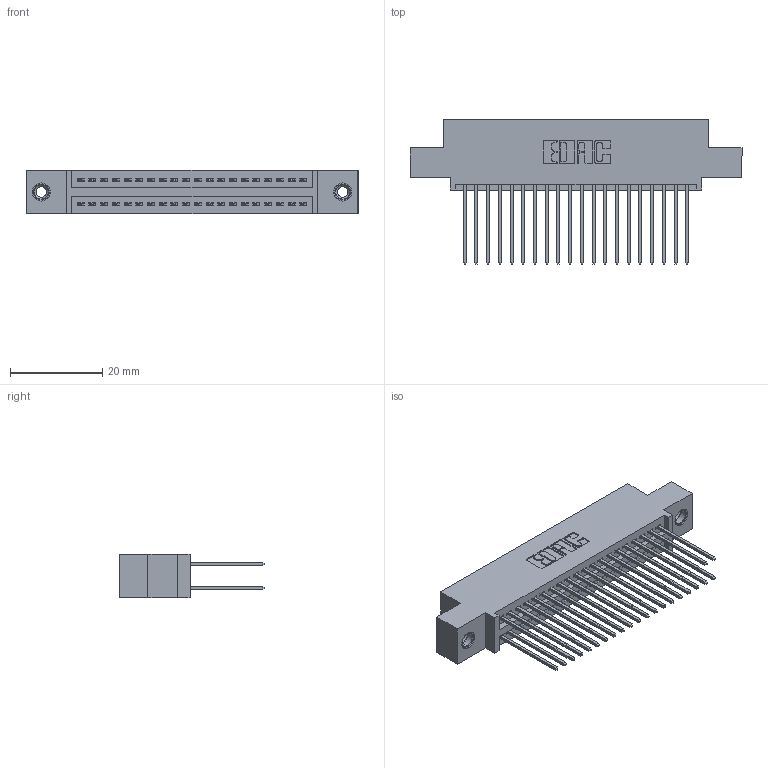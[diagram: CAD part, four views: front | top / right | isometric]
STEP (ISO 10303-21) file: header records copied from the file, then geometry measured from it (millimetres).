
FILE_DESCRIPTION (( 'STEP AP203' ), '1' );
FILE_NAME ('395-040-542-508.STEP', '2018-11-14T20:06:51', ( '' ), ( '' ), 'SwSTEP 2.0', 'SolidWorks 2016', '' );
FILE_SCHEMA (( 'CONFIG_CONTROL_DESIGN' ));
Length unit declared in the file: inch
Products named in the file (4): 395-040-542-508; 345-292-001_345-293-142; 345-250-001_345-250-003-102; 345 Part_0.110 Offset - 0.156 Dia-TI
Assembly tree (43 placements, depth 2):
  395-040-542-508
    345 Part_0.110 Offset - 0.156 Dia-TI
    345-292-001_345-293-142  x40
    345-250-001_345-250-003-102  x2
Bounding box: 72.01 x 31.29 x 9.4 mm (x, y, z)
Volume: 6897.4 mm3; surface area: 10747.1 mm2
Topology: 43 solids, 43 shells, 2190 faces, 6449 edges, 4238 vertices
Faces by surface type: plane 1436, cylinder 738, cone 12, torus 4
Entity records: 19990 total; most frequent: CARTESIAN_POINT 3355, ORIENTED_EDGE 3282, DIRECTION 3011, EDGE_CURVE 1641, LINE 1409, VECTOR 1409, VERTEX_POINT 1088, AXIS2_PLACEMENT_3D 801
